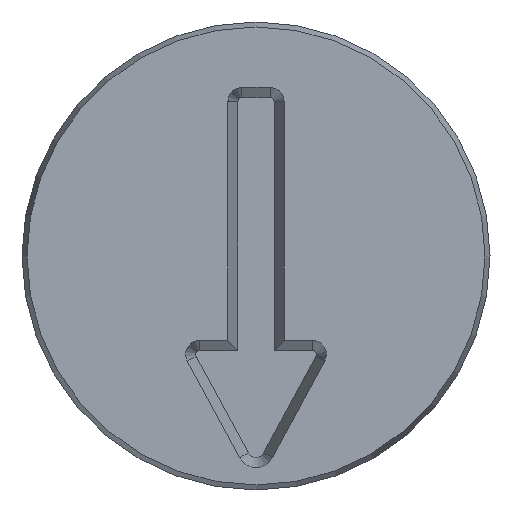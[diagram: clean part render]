
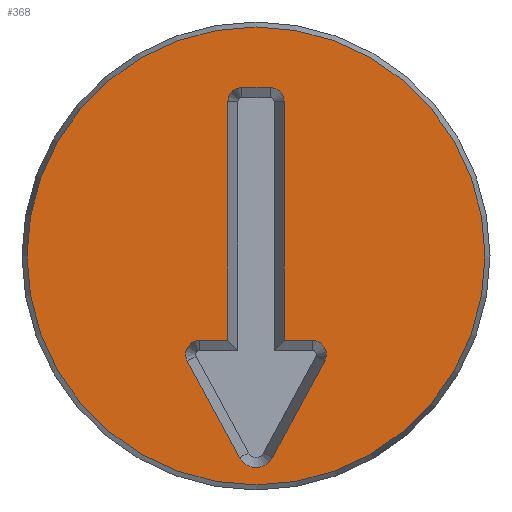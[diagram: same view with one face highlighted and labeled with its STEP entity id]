
A CAD part, top view. The second image highlights one B-rep face of the part: STEP entity #368.
In plain terms, the highlighted planar face has unit normal (0, 0, 1).
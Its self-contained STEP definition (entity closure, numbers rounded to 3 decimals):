
#15=FACE_BOUND('',#71,.T.);
#25=PLANE('',#432);
#49=FACE_OUTER_BOUND('',#70,.T.);
#70=EDGE_LOOP('',(#327));
#71=EDGE_LOOP('',(#328,#329,#330,#331,#332,#333,#334,#335,#336,#337,#338,
#339));
#78=LINE('',#584,#109);
#81=LINE('',#590,#112);
#85=LINE('',#602,#116);
#89=LINE('',#614,#120);
#93=LINE('',#626,#124);
#96=LINE('',#632,#127);
#100=LINE('',#642,#131);
#109=VECTOR('',#473,10.);
#112=VECTOR('',#478,10.);
#116=VECTOR('',#490,10.);
#120=VECTOR('',#502,10.);
#124=VECTOR('',#514,10.);
#127=VECTOR('',#519,10.);
#131=VECTOR('',#531,10.);
#134=CIRCLE('',#393,1.223);
#143=CIRCLE('',#406,0.075);
#145=CIRCLE('',#411,0.076);
#147=CIRCLE('',#415,0.1);
#149=CIRCLE('',#419,0.076);
#151=CIRCLE('',#424,0.075);
#154=VERTEX_POINT('',#550);
#163=VERTEX_POINT('',#575);
#164=VERTEX_POINT('',#577);
#166=VERTEX_POINT('',#583);
#168=VERTEX_POINT('',#589);
#170=VERTEX_POINT('',#595);
#172=VERTEX_POINT('',#601);
#174=VERTEX_POINT('',#607);
#176=VERTEX_POINT('',#613);
#178=VERTEX_POINT('',#619);
#180=VERTEX_POINT('',#625);
#182=VERTEX_POINT('',#631);
#184=VERTEX_POINT('',#637);
#187=EDGE_CURVE('',#154,#154,#134,.T.);
#200=EDGE_CURVE('',#164,#163,#143,.T.);
#203=EDGE_CURVE('',#166,#164,#78,.T.);
#206=EDGE_CURVE('',#168,#166,#81,.T.);
#209=EDGE_CURVE('',#170,#168,#145,.T.);
#212=EDGE_CURVE('',#172,#170,#85,.T.);
#215=EDGE_CURVE('',#174,#172,#147,.T.);
#218=EDGE_CURVE('',#176,#174,#89,.T.);
#221=EDGE_CURVE('',#178,#176,#149,.T.);
#224=EDGE_CURVE('',#180,#178,#93,.T.);
#227=EDGE_CURVE('',#182,#180,#96,.T.);
#230=EDGE_CURVE('',#184,#182,#151,.T.);
#233=EDGE_CURVE('',#163,#184,#100,.T.);
#327=ORIENTED_EDGE('',*,*,#187,.T.);
#328=ORIENTED_EDGE('',*,*,#200,.T.);
#329=ORIENTED_EDGE('',*,*,#233,.T.);
#330=ORIENTED_EDGE('',*,*,#230,.T.);
#331=ORIENTED_EDGE('',*,*,#227,.T.);
#332=ORIENTED_EDGE('',*,*,#224,.T.);
#333=ORIENTED_EDGE('',*,*,#221,.T.);
#334=ORIENTED_EDGE('',*,*,#218,.T.);
#335=ORIENTED_EDGE('',*,*,#215,.T.);
#336=ORIENTED_EDGE('',*,*,#212,.T.);
#337=ORIENTED_EDGE('',*,*,#209,.T.);
#338=ORIENTED_EDGE('',*,*,#206,.T.);
#339=ORIENTED_EDGE('',*,*,#203,.T.);
#368=ADVANCED_FACE('',(#49,#15),#25,.F.);
#393=AXIS2_PLACEMENT_3D('',#551,#437,#438);
#406=AXIS2_PLACEMENT_3D('',#578,#467,#468);
#411=AXIS2_PLACEMENT_3D('',#596,#484,#485);
#415=AXIS2_PLACEMENT_3D('',#608,#496,#497);
#419=AXIS2_PLACEMENT_3D('',#620,#508,#509);
#424=AXIS2_PLACEMENT_3D('',#638,#525,#526);
#432=AXIS2_PLACEMENT_3D('',#653,#546,#547);
#437=DIRECTION('center_axis',(0.,0.,1.));
#438=DIRECTION('ref_axis',(0.,-1.,0.));
#467=DIRECTION('center_axis',(0.,0.,-1.));
#468=DIRECTION('ref_axis',(0.,-1.,0.));
#473=DIRECTION('',(0.,1.,0.));
#478=DIRECTION('',(1.,0.,0.));
#484=DIRECTION('center_axis',(0.,0.,-1.));
#485=DIRECTION('ref_axis',(0.,-1.,0.));
#490=DIRECTION('',(-0.476,0.88,0.));
#496=DIRECTION('center_axis',(0.,0.,-1.));
#497=DIRECTION('ref_axis',(0.88,0.476,0.));
#502=DIRECTION('',(-0.476,-0.88,0.));
#508=DIRECTION('center_axis',(0.,0.,-1.));
#509=DIRECTION('ref_axis',(-0.88,0.476,0.));
#514=DIRECTION('',(1.,0.,0.));
#519=DIRECTION('',(0.,-1.,0.));
#525=DIRECTION('center_axis',(0.,0.,-1.));
#526=DIRECTION('ref_axis',(-1.,0.,0.));
#531=DIRECTION('',(1.,0.,0.));
#546=DIRECTION('center_axis',(0.,0.,-1.));
#547=DIRECTION('ref_axis',(-1.,0.,0.));
#550=CARTESIAN_POINT('',(0.,1.223,2.3));
#551=CARTESIAN_POINT('Origin',(0.,0.,2.3));
#575=CARTESIAN_POINT('',(-0.075,0.9,2.3));
#577=CARTESIAN_POINT('',(-0.15,0.825,2.3));
#578=CARTESIAN_POINT('Origin',(-0.075,0.825,2.3));
#583=CARTESIAN_POINT('',(-0.15,-0.45,2.3));
#584=CARTESIAN_POINT('',(-0.15,0.413,2.3));
#589=CARTESIAN_POINT('',(-0.3,-0.45,2.3));
#590=CARTESIAN_POINT('',(-0.075,-0.45,2.3));
#595=CARTESIAN_POINT('',(-0.367,-0.562,2.3));
#596=CARTESIAN_POINT('Origin',(-0.3,-0.526,2.3));
#601=CARTESIAN_POINT('',(-0.088,-1.077,2.3));
#602=CARTESIAN_POINT('',(-0.443,-0.421,2.3));
#607=CARTESIAN_POINT('',(0.088,-1.077,2.3));
#608=CARTESIAN_POINT('Origin',(0.,-1.03,2.3));
#613=CARTESIAN_POINT('',(0.367,-0.562,2.3));
#614=CARTESIAN_POINT('',(0.303,-0.679,2.3));
#619=CARTESIAN_POINT('',(0.3,-0.45,2.3));
#620=CARTESIAN_POINT('Origin',(0.3,-0.526,2.3));
#625=CARTESIAN_POINT('',(0.15,-0.45,2.3));
#626=CARTESIAN_POINT('',(0.15,-0.45,2.3));
#631=CARTESIAN_POINT('',(0.15,0.825,2.3));
#632=CARTESIAN_POINT('',(0.15,-0.225,2.3));
#637=CARTESIAN_POINT('',(0.075,0.9,2.3));
#638=CARTESIAN_POINT('Origin',(0.075,0.825,2.3));
#642=CARTESIAN_POINT('',(0.,0.9,2.3));
#653=CARTESIAN_POINT('Origin',(0.,0.,2.3));
